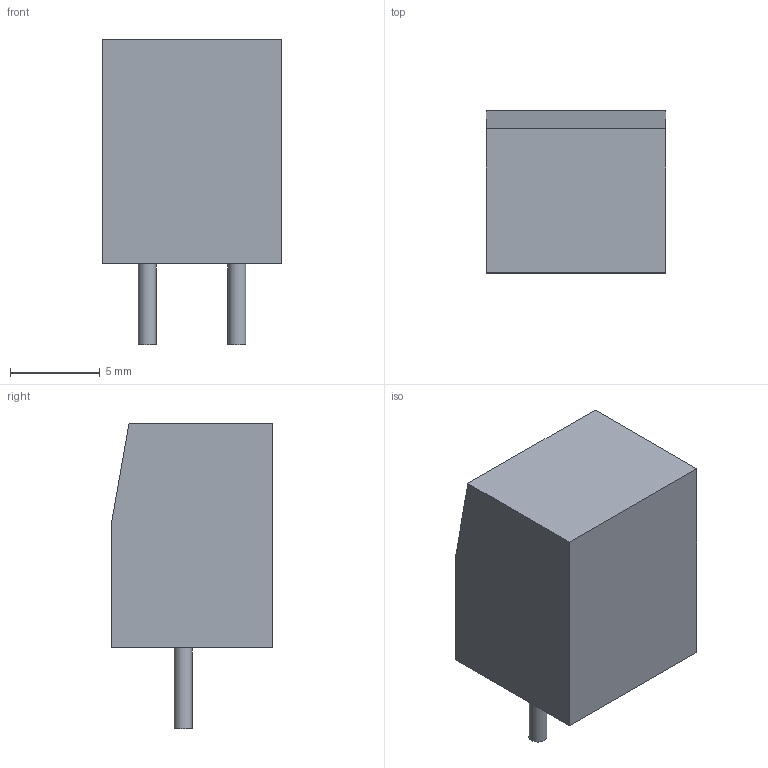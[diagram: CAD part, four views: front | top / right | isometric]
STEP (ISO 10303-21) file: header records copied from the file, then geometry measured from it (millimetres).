
FILE_DESCRIPTION(('STEP AP214'), '1');
FILE_NAME('300-021-12', '2019-07-01T14:24:14', ('Michael'), (''), 'ASCON STEP Converter 1.3', 'ASCON Math Kernel', '');
FILE_SCHEMA(('AUTOMOTIVE_DESIGN { 1 0 10303 214 3 1 1}'));
Length unit declared in the file: millimetre
Bounding box: 10 x 9 x 17 mm (x, y, z)
Volume: 1103.7 mm3; surface area: 668.5 mm2
Topology: 1 solids, 1 shells, 11 faces, 21 edges, 14 vertices
Faces by surface type: plane 9, cylinder 2
Full cylindrical faces by diameter (mm): 1 x2
Entity records: 401 total; most frequent: DIRECTION 47, CARTESIAN_POINT 45, ORIENTED_EDGE 38, EDGE_CURVE 19, AXIS2_PLACEMENT_3D 16, EDGE_LOOP 15, LINE 15, VECTOR 15
